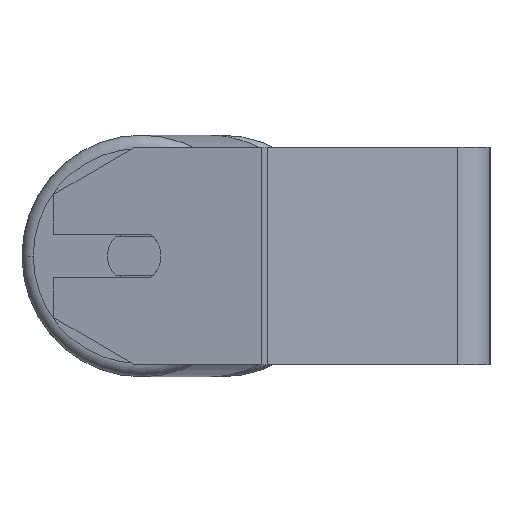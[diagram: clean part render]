
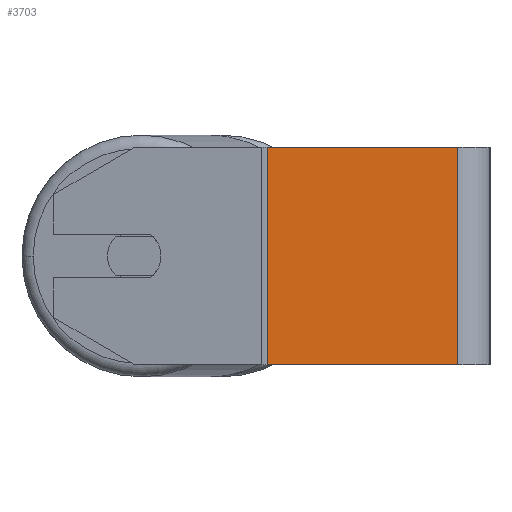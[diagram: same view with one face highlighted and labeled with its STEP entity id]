
A CAD part, left-side view. The second image highlights one B-rep face of the part: STEP entity #3703.
In plain terms, the highlighted planar face has unit normal (-1, 0, 0).
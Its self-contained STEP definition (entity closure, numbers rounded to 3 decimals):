
#197 = CARTESIAN_POINT ( 'NONE',  ( -275., 81.978, 40. ) ) ;
#770 = VERTEX_POINT ( 'NONE', #3613 ) ;
#1063 = PLANE ( 'NONE',  #6825 ) ;
#1305 = VECTOR ( 'NONE', #2898, 1000. ) ;
#1343 = DIRECTION ( 'NONE',  ( 0., 0., -1. ) ) ;
#1395 = VERTEX_POINT ( 'NONE', #5127 ) ;
#1725 = CARTESIAN_POINT ( 'NONE',  ( -275., 12., 40. ) ) ;
#1970 = LINE ( 'NONE', #6748, #4925 ) ;
#2388 = DIRECTION ( 'NONE',  ( 0., 0., -1. ) ) ;
#2898 = DIRECTION ( 'NONE',  ( 0., 0., -1. ) ) ;
#2918 = EDGE_CURVE ( 'NONE', #6199, #1395, #8205, .T. ) ;
#3179 = VECTOR ( 'NONE', #1343, 1000. ) ;
#3349 = DIRECTION ( 'NONE',  ( 0., -1., 0. ) ) ;
#3521 = EDGE_CURVE ( 'NONE', #6199, #3714, #8412, .T. ) ;
#3613 = CARTESIAN_POINT ( 'NONE',  ( -275., 12., -40. ) ) ;
#3703 = ADVANCED_FACE ( 'NONE', ( #4461 ), #1063, .F. ) ;
#3714 = VERTEX_POINT ( 'NONE', #1725 ) ;
#4388 = EDGE_LOOP ( 'NONE', ( #8026, #5588, #8261, #5009 ) ) ;
#4461 = FACE_OUTER_BOUND ( 'NONE', #4388, .T. ) ;
#4604 = EDGE_CURVE ( 'NONE', #3714, #770, #8069, .T. ) ;
#4925 = VECTOR ( 'NONE', #3349, 1000. ) ;
#5009 = ORIENTED_EDGE ( 'NONE', *, *, #2918, .T. ) ;
#5127 = CARTESIAN_POINT ( 'NONE',  ( -275., 81.978, -40. ) ) ;
#5588 = ORIENTED_EDGE ( 'NONE', *, *, #4604, .F. ) ;
#5694 = VECTOR ( 'NONE', #7703, 1000. ) ;
#5922 = DIRECTION ( 'NONE',  ( 1., 0., 0. ) ) ;
#6157 = CARTESIAN_POINT ( 'NONE',  ( -275., 81.978, 40. ) ) ;
#6193 = CARTESIAN_POINT ( 'NONE',  ( -275., 83.028, 40. ) ) ;
#6199 = VERTEX_POINT ( 'NONE', #6157 ) ;
#6586 = CARTESIAN_POINT ( 'NONE',  ( -275., 83.028, 40. ) ) ;
#6748 = CARTESIAN_POINT ( 'NONE',  ( -275., 83.028, -40. ) ) ;
#6825 = AXIS2_PLACEMENT_3D ( 'NONE', #6586, #5922, #2388 ) ;
#7407 = CARTESIAN_POINT ( 'NONE',  ( -275., 12., 40. ) ) ;
#7703 = DIRECTION ( 'NONE',  ( 0., -1., 0. ) ) ;
#8026 = ORIENTED_EDGE ( 'NONE', *, *, #8365, .T. ) ;
#8069 = LINE ( 'NONE', #7407, #3179 ) ;
#8205 = LINE ( 'NONE', #197, #1305 ) ;
#8261 = ORIENTED_EDGE ( 'NONE', *, *, #3521, .F. ) ;
#8365 = EDGE_CURVE ( 'NONE', #1395, #770, #1970, .T. ) ;
#8412 = LINE ( 'NONE', #6193, #5694 ) ;
